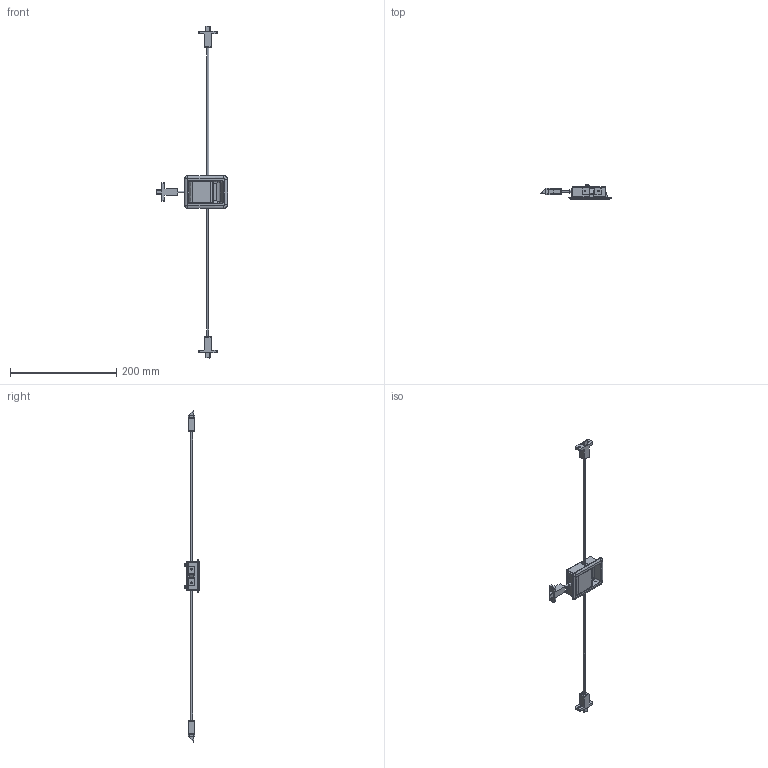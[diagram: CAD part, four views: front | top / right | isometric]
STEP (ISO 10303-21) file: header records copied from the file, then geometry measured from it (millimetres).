
FILE_DESCRIPTION((''),'2;1');
FILE_NAME('','2006-01-17T10:46:13',(''),(''),'','CADfix','');
FILE_SCHEMA(('AUTOMOTIVE_DESIGN'));
Length unit declared in the file: millimetre
Products named in the file (15): latch; case; screw; shaft; rod_B; rod_A_mr; rod_A; nut; lever; latch_mr; cover; case_mr; bracket; base; THA_280_3_23992_36
Assembly tree (17 placements, depth 2):
  THA_280_3_23992_36
    latch  x2
    case  x2
    screw  x2
    shaft
    rod_B
    rod_A_mr
    rod_A
    nut
    lever
    latch_mr
    cover
    case_mr
    bracket
    base
Bounding box: 133.49 x 27.05 x 623.98 mm (x, y, z)
Volume: 74799.4 mm3; surface area: 60625.5 mm2
Topology: 17 solids, 17 shells, 468 faces, 1398 edges, 962 vertices
Faces by surface type: bspline 468
Entity records: 15572 total; most frequent: CARTESIAN_POINT 8484, ORIENTED_EDGE 2242, EDGE_CURVE 1121, VERTEX_POINT 780, QUASI_UNIFORM_CURVE 586, B_SPLINE_CURVE_WITH_KNOTS 519, EDGE_LOOP 417, FACE_OUTER_BOUND 377
